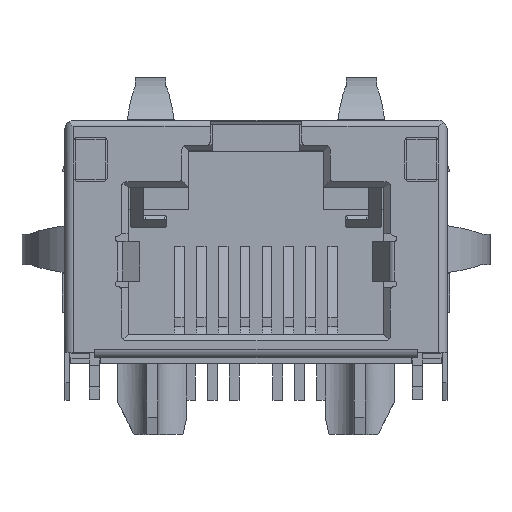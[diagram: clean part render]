
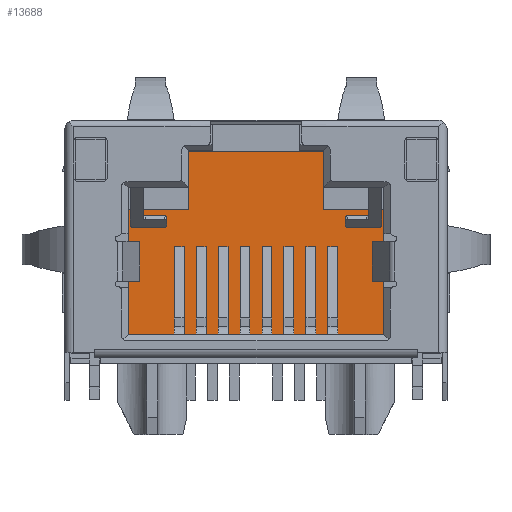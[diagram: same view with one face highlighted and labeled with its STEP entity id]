
A CAD part, top view. The second image highlights one B-rep face of the part: STEP entity #13688.
In plain terms, the highlighted planar face has unit normal (0, 0, 1).
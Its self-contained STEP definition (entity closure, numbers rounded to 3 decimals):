
#3670=DIRECTION('',(0.,-1.,0.));
#3671=VECTOR('',#3670,2.69);
#3672=CARTESIAN_POINT('',(-3.15,4.345,-10.45));
#3673=LINE('',#3672,#3671);
#3702=DIRECTION('',(0.,1.,0.));
#3703=VECTOR('',#3702,2.69);
#3704=CARTESIAN_POINT('',(3.15,1.655,-10.45));
#3705=LINE('',#3704,#3703);
#4098=DIRECTION('',(0.,-1.,0.));
#4099=VECTOR('',#4098,5.83);
#4100=CARTESIAN_POINT('',(-5.95,1.655,-10.45));
#4101=LINE('',#4100,#4099);
#4162=DIRECTION('',(0.,1.,0.));
#4163=VECTOR('',#4162,5.83);
#4164=CARTESIAN_POINT('',(5.95,-4.175,-10.45));
#4165=LINE('',#4164,#4163);
#4318=DIRECTION('',(1.,0.,0.));
#4319=VECTOR('',#4318,2.8);
#4320=CARTESIAN_POINT('',(-5.95,1.655,-10.45));
#4321=LINE('',#4320,#4319);
#4322=DIRECTION('',(-1.,0.,0.));
#4323=VECTOR('',#4322,6.3);
#4324=CARTESIAN_POINT('',(3.15,4.345,-10.45));
#4325=LINE('',#4324,#4323);
#4326=DIRECTION('',(1.,0.,0.));
#4327=VECTOR('',#4326,2.8);
#4328=CARTESIAN_POINT('',(3.15,1.655,-10.45));
#4329=LINE('',#4328,#4327);
#4330=DIRECTION('',(1.,0.,0.));
#4331=VECTOR('',#4330,11.9);
#4332=CARTESIAN_POINT('',(-5.95,-4.175,-10.45));
#4333=LINE('',#4332,#4331);
#6742=CARTESIAN_POINT('',(-5.95,-4.175,-10.45));
#6743=CARTESIAN_POINT('',(5.95,-4.175,-10.45));
#6744=VERTEX_POINT('',#6742);
#6745=VERTEX_POINT('',#6743);
#6746=CARTESIAN_POINT('',(3.15,4.345,-10.45));
#6747=CARTESIAN_POINT('',(-3.15,4.345,-10.45));
#6748=VERTEX_POINT('',#6746);
#6749=VERTEX_POINT('',#6747);
#6750=CARTESIAN_POINT('',(-5.95,1.655,-10.45));
#6751=CARTESIAN_POINT('',(-3.15,1.655,-10.45));
#6752=VERTEX_POINT('',#6750);
#6753=VERTEX_POINT('',#6751);
#6754=CARTESIAN_POINT('',(3.15,1.655,-10.45));
#6755=CARTESIAN_POINT('',(5.95,1.655,-10.45));
#6756=VERTEX_POINT('',#6754);
#6757=VERTEX_POINT('',#6755);
#13670=CARTESIAN_POINT('',(0.,0.,-10.45));
#13671=DIRECTION('',(0.,0.,1.));
#13672=DIRECTION('',(1.,0.,0.));
#13673=AXIS2_PLACEMENT_3D('',#13670,#13671,#13672);
#13674=PLANE('',#13673);
#13675=ORIENTED_EDGE('',*,*,#13493,.F.);
#13677=ORIENTED_EDGE('',*,*,#13676,.T.);
#13678=ORIENTED_EDGE('',*,*,#12793,.F.);
#13680=ORIENTED_EDGE('',*,*,#13679,.F.);
#13681=ORIENTED_EDGE('',*,*,#12840,.F.);
#13683=ORIENTED_EDGE('',*,*,#13682,.T.);
#13684=ORIENTED_EDGE('',*,*,#13563,.F.);
#13685=ORIENTED_EDGE('',*,*,#13584,.F.);
#13686=EDGE_LOOP('',(#13675,#13677,#13678,#13680,#13681,#13683,#13684,#13685));
#13687=FACE_OUTER_BOUND('',#13686,.F.);
#12793=EDGE_CURVE('',#6749,#6753,#3673,.T.);
#12840=EDGE_CURVE('',#6756,#6748,#3705,.T.);
#13493=EDGE_CURVE('',#6752,#6744,#4101,.T.);
#13563=EDGE_CURVE('',#6745,#6757,#4165,.T.);
#13584=EDGE_CURVE('',#6744,#6745,#4333,.T.);
#13676=EDGE_CURVE('',#6752,#6753,#4321,.T.);
#13679=EDGE_CURVE('',#6748,#6749,#4325,.T.);
#13682=EDGE_CURVE('',#6756,#6757,#4329,.T.);
#13688=ADVANCED_FACE('',(#13687),#13674,.T.);
